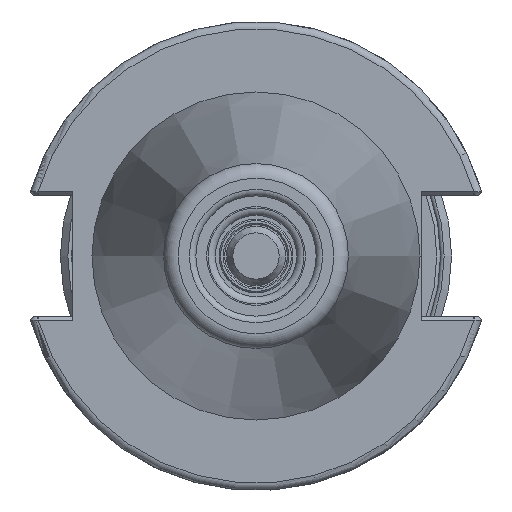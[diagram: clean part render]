
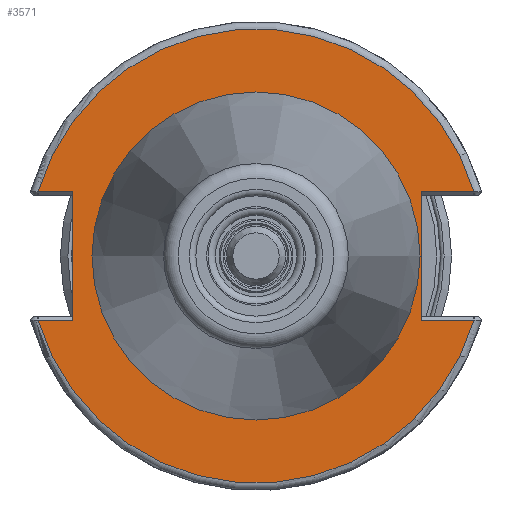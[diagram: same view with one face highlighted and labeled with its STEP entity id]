
A CAD part, left-side view. The second image highlights one B-rep face of the part: STEP entity #3571.
In plain terms, the highlighted planar face has unit normal (-1, 0, 0).
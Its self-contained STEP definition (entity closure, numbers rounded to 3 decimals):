
#132=FACE_BOUND('',#808,.T.);
#168=PLANE('',#3810);
#247=LINE('',#5746,#427);
#259=LINE('',#5891,#439);
#261=LINE('',#5951,#441);
#262=LINE('',#5955,#442);
#263=LINE('',#5957,#443);
#264=LINE('',#5958,#444);
#427=VECTOR('',#4343,10.);
#439=VECTOR('',#4367,10.);
#441=VECTOR('',#4385,10.);
#442=VECTOR('',#4388,10.);
#443=VECTOR('',#4389,10.);
#444=VECTOR('',#4390,10.);
#608=FACE_OUTER_BOUND('',#807,.T.);
#807=EDGE_LOOP('',(#2478,#2479,#2480,#2481,#2482,#2483,#2484,#2485));
#808=EDGE_LOOP('',(#2486,#2487));
#1030=CIRCLE('',#3809,30.775);
#1031=CIRCLE('',#3811,30.775);
#1032=CIRCLE('',#3812,22.225);
#1033=CIRCLE('',#3813,22.225);
#1419=VERTEX_POINT('',#5743);
#1420=VERTEX_POINT('',#5745);
#1436=VERTEX_POINT('',#5889);
#1441=VERTEX_POINT('',#5929);
#1443=VERTEX_POINT('',#5950);
#1444=VERTEX_POINT('',#5952);
#1445=VERTEX_POINT('',#5954);
#1446=VERTEX_POINT('',#5956);
#1447=VERTEX_POINT('',#5959);
#1448=VERTEX_POINT('',#5960);
#1833=EDGE_CURVE('',#1420,#1419,#247,.T.);
#1855=EDGE_CURVE('',#1420,#1436,#259,.T.);
#1863=EDGE_CURVE('',#1436,#1441,#1030,.T.);
#1866=EDGE_CURVE('',#1443,#1419,#261,.T.);
#1867=EDGE_CURVE('',#1444,#1443,#1031,.T.);
#1868=EDGE_CURVE('',#1445,#1444,#262,.T.);
#1869=EDGE_CURVE('',#1445,#1446,#263,.T.);
#1870=EDGE_CURVE('',#1441,#1446,#264,.T.);
#1871=EDGE_CURVE('',#1447,#1448,#1032,.T.);
#1872=EDGE_CURVE('',#1448,#1447,#1033,.T.);
#2478=ORIENTED_EDGE('',*,*,#1855,.F.);
#2479=ORIENTED_EDGE('',*,*,#1833,.T.);
#2480=ORIENTED_EDGE('',*,*,#1866,.F.);
#2481=ORIENTED_EDGE('',*,*,#1867,.F.);
#2482=ORIENTED_EDGE('',*,*,#1868,.F.);
#2483=ORIENTED_EDGE('',*,*,#1869,.T.);
#2484=ORIENTED_EDGE('',*,*,#1870,.F.);
#2485=ORIENTED_EDGE('',*,*,#1863,.F.);
#2486=ORIENTED_EDGE('',*,*,#1871,.T.);
#2487=ORIENTED_EDGE('',*,*,#1872,.T.);
#3571=ADVANCED_FACE('',(#608,#132),#168,.T.);
#3809=AXIS2_PLACEMENT_3D('',#5930,#4381,#4382);
#3810=AXIS2_PLACEMENT_3D('',#5949,#4383,#4384);
#3811=AXIS2_PLACEMENT_3D('',#5953,#4386,#4387);
#3812=AXIS2_PLACEMENT_3D('',#5961,#4391,#4392);
#3813=AXIS2_PLACEMENT_3D('',#5962,#4393,#4394);
#4343=DIRECTION('',(0.,0.,1.));
#4367=DIRECTION('',(0.,-1.,0.));
#4381=DIRECTION('center_axis',(1.,0.,0.));
#4382=DIRECTION('ref_axis',(0.,0.,-1.));
#4383=DIRECTION('center_axis',(-1.,0.,0.));
#4384=DIRECTION('ref_axis',(0.,0.,1.));
#4385=DIRECTION('',(0.,1.,0.));
#4386=DIRECTION('center_axis',(1.,0.,0.));
#4387=DIRECTION('ref_axis',(0.,0.,-1.));
#4388=DIRECTION('',(0.,1.,0.));
#4389=DIRECTION('',(0.,0.,-1.));
#4390=DIRECTION('',(0.,-1.,0.));
#4391=DIRECTION('center_axis',(1.,0.,0.));
#4392=DIRECTION('ref_axis',(0.,0.,-1.));
#4393=DIRECTION('center_axis',(1.,0.,0.));
#4394=DIRECTION('ref_axis',(0.,0.,-1.));
#5743=CARTESIAN_POINT('',(1.,-22.41,8.69));
#5745=CARTESIAN_POINT('',(1.,-22.41,-8.69));
#5746=CARTESIAN_POINT('',(1.,-22.41,-4.095));
#5889=CARTESIAN_POINT('',(1.,-29.523,-8.69));
#5891=CARTESIAN_POINT('',(1.,-4.878,-8.69));
#5929=CARTESIAN_POINT('',(1.,29.523,-8.69));
#5930=CARTESIAN_POINT('Origin',(1.,0.,0.));
#5949=CARTESIAN_POINT('Origin',(1.,30.775,0.));
#5950=CARTESIAN_POINT('',(1.,-29.523,8.69));
#5951=CARTESIAN_POINT('',(1.,4.182,8.69));
#5952=CARTESIAN_POINT('',(1.,29.523,8.69));
#5953=CARTESIAN_POINT('Origin',(1.,0.,0.));
#5954=CARTESIAN_POINT('',(1.,24.8,8.69));
#5955=CARTESIAN_POINT('',(1.,32.958,8.69));
#5956=CARTESIAN_POINT('',(1.,24.8,-8.69));
#5957=CARTESIAN_POINT('',(1.,24.8,4.095));
#5958=CARTESIAN_POINT('',(1.,27.788,-8.69));
#5959=CARTESIAN_POINT('',(1.,22.225,0.));
#5960=CARTESIAN_POINT('',(1.,-22.225,0.));
#5961=CARTESIAN_POINT('Origin',(1.,0.,
0.));
#5962=CARTESIAN_POINT('Origin',(1.,0.,
0.));
